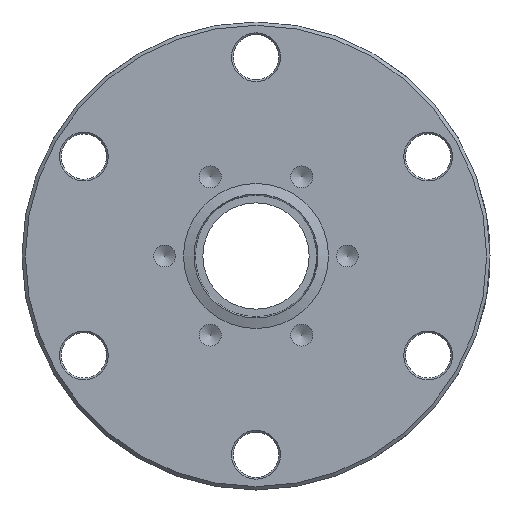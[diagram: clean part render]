
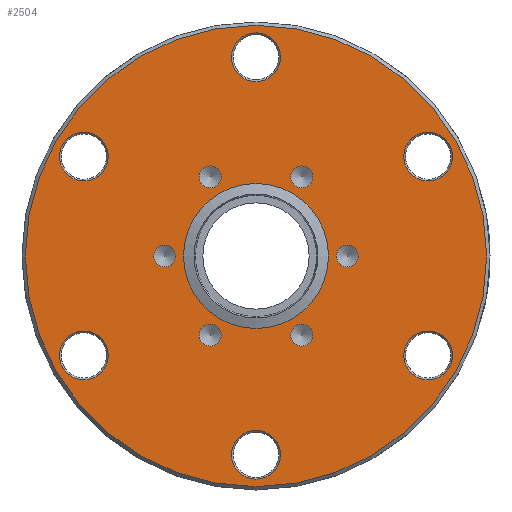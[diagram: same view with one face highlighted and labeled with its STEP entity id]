
A CAD part, front view. The second image highlights one B-rep face of the part: STEP entity #2504.
In plain terms, the highlighted planar face has unit normal (0, -1, 0).
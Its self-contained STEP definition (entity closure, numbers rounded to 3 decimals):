
#174=FACE_BOUND('',#431,.T.);
#175=FACE_BOUND('',#432,.T.);
#176=FACE_BOUND('',#433,.T.);
#177=FACE_BOUND('',#434,.T.);
#178=FACE_BOUND('',#435,.T.);
#179=FACE_BOUND('',#436,.T.);
#180=FACE_BOUND('',#437,.T.);
#181=FACE_BOUND('',#438,.T.);
#182=FACE_BOUND('',#439,.T.);
#183=FACE_BOUND('',#440,.T.);
#184=FACE_BOUND('',#441,.T.);
#185=FACE_BOUND('',#442,.T.);
#186=FACE_BOUND('',#443,.T.);
#202=PLANE('',#2692);
#289=FACE_OUTER_BOUND('',#430,.T.);
#430=EDGE_LOOP('',(#1743));
#431=EDGE_LOOP('',(#1744,#1745));
#432=EDGE_LOOP('',(#1746,#1747));
#433=EDGE_LOOP('',(#1748,#1749));
#434=EDGE_LOOP('',(#1750,#1751));
#435=EDGE_LOOP('',(#1752,#1753));
#436=EDGE_LOOP('',(#1754,#1755));
#437=EDGE_LOOP('',(#1756));
#438=EDGE_LOOP('',(#1757));
#439=EDGE_LOOP('',(#1758));
#440=EDGE_LOOP('',(#1759,#1760));
#441=EDGE_LOOP('',(#1761));
#442=EDGE_LOOP('',(#1762));
#443=EDGE_LOOP('',(#1763));
#892=CIRCLE('',#2656,1.621);
#893=CIRCLE('',#2657,1.621);
#896=CIRCLE('',#2662,1.621);
#897=CIRCLE('',#2663,1.621);
#900=CIRCLE('',#2668,1.621);
#901=CIRCLE('',#2669,1.621);
#904=CIRCLE('',#2674,1.621);
#905=CIRCLE('',#2675,1.621);
#908=CIRCLE('',#2680,1.621);
#909=CIRCLE('',#2681,1.621);
#912=CIRCLE('',#2686,1.621);
#913=CIRCLE('',#2687,1.621);
#914=CIRCLE('',#2689,34.05);
#917=CIRCLE('',#2693,3.6);
#918=CIRCLE('',#2694,3.6);
#919=CIRCLE('',#2695,3.6);
#920=CIRCLE('',#2696,10.7);
#921=CIRCLE('',#2697,10.7);
#922=CIRCLE('',#2698,3.6);
#923=CIRCLE('',#2699,3.6);
#924=CIRCLE('',#2700,3.6);
#1018=VERTEX_POINT('',#3565);
#1019=VERTEX_POINT('',#3566);
#1023=VERTEX_POINT('',#3578);
#1024=VERTEX_POINT('',#3579);
#1028=VERTEX_POINT('',#3591);
#1029=VERTEX_POINT('',#3592);
#1033=VERTEX_POINT('',#3604);
#1034=VERTEX_POINT('',#3605);
#1038=VERTEX_POINT('',#3617);
#1039=VERTEX_POINT('',#3618);
#1043=VERTEX_POINT('',#3630);
#1044=VERTEX_POINT('',#3631);
#1045=VERTEX_POINT('',#3636);
#1048=VERTEX_POINT('',#3644);
#1049=VERTEX_POINT('',#3646);
#1050=VERTEX_POINT('',#3648);
#1051=VERTEX_POINT('',#3650);
#1052=VERTEX_POINT('',#3651);
#1053=VERTEX_POINT('',#3654);
#1054=VERTEX_POINT('',#3656);
#1055=VERTEX_POINT('',#3658);
#1287=EDGE_CURVE('',#1018,#1019,#892,.T.);
#1288=EDGE_CURVE('',#1019,#1018,#893,.T.);
#1293=EDGE_CURVE('',#1023,#1024,#896,.T.);
#1294=EDGE_CURVE('',#1024,#1023,#897,.T.);
#1299=EDGE_CURVE('',#1028,#1029,#900,.T.);
#1300=EDGE_CURVE('',#1029,#1028,#901,.T.);
#1305=EDGE_CURVE('',#1033,#1034,#904,.T.);
#1306=EDGE_CURVE('',#1034,#1033,#905,.T.);
#1311=EDGE_CURVE('',#1038,#1039,#908,.T.);
#1312=EDGE_CURVE('',#1039,#1038,#909,.T.);
#1317=EDGE_CURVE('',#1043,#1044,#912,.T.);
#1318=EDGE_CURVE('',#1044,#1043,#913,.T.);
#1320=EDGE_CURVE('',#1045,#1045,#914,.T.);
#1324=EDGE_CURVE('',#1048,#1048,#917,.T.);
#1325=EDGE_CURVE('',#1049,#1049,#918,.T.);
#1326=EDGE_CURVE('',#1050,#1050,#919,.T.);
#1327=EDGE_CURVE('',#1051,#1052,#920,.T.);
#1328=EDGE_CURVE('',#1052,#1051,#921,.T.);
#1329=EDGE_CURVE('',#1053,#1053,#922,.T.);
#1330=EDGE_CURVE('',#1054,#1054,#923,.T.);
#1331=EDGE_CURVE('',#1055,#1055,#924,.T.);
#1743=ORIENTED_EDGE('',*,*,#1320,.F.);
#1744=ORIENTED_EDGE('',*,*,#1287,.T.);
#1745=ORIENTED_EDGE('',*,*,#1288,.T.);
#1746=ORIENTED_EDGE('',*,*,#1293,.T.);
#1747=ORIENTED_EDGE('',*,*,#1294,.T.);
#1748=ORIENTED_EDGE('',*,*,#1299,.T.);
#1749=ORIENTED_EDGE('',*,*,#1300,.T.);
#1750=ORIENTED_EDGE('',*,*,#1305,.T.);
#1751=ORIENTED_EDGE('',*,*,#1306,.T.);
#1752=ORIENTED_EDGE('',*,*,#1311,.T.);
#1753=ORIENTED_EDGE('',*,*,#1312,.T.);
#1754=ORIENTED_EDGE('',*,*,#1317,.T.);
#1755=ORIENTED_EDGE('',*,*,#1318,.T.);
#1756=ORIENTED_EDGE('',*,*,#1324,.F.);
#1757=ORIENTED_EDGE('',*,*,#1325,.F.);
#1758=ORIENTED_EDGE('',*,*,#1326,.F.);
#1759=ORIENTED_EDGE('',*,*,#1327,.F.);
#1760=ORIENTED_EDGE('',*,*,#1328,.F.);
#1761=ORIENTED_EDGE('',*,*,#1329,.F.);
#1762=ORIENTED_EDGE('',*,*,#1330,.F.);
#1763=ORIENTED_EDGE('',*,*,#1331,.F.);
#2504=ADVANCED_FACE('',(#289,#174,#175,#176,#177,#178,#179,#180,#181,#182,
#183,#184,#185,#186),#202,.T.);
#2656=AXIS2_PLACEMENT_3D('',#3567,#2913,#2914);
#2657=AXIS2_PLACEMENT_3D('',#3568,#2915,#2916);
#2662=AXIS2_PLACEMENT_3D('',#3580,#2927,#2928);
#2663=AXIS2_PLACEMENT_3D('',#3581,#2929,#2930);
#2668=AXIS2_PLACEMENT_3D('',#3593,#2941,#2942);
#2669=AXIS2_PLACEMENT_3D('',#3594,#2943,#2944);
#2674=AXIS2_PLACEMENT_3D('',#3606,#2955,#2956);
#2675=AXIS2_PLACEMENT_3D('',#3607,#2957,#2958);
#2680=AXIS2_PLACEMENT_3D('',#3619,#2969,#2970);
#2681=AXIS2_PLACEMENT_3D('',#3620,#2971,#2972);
#2686=AXIS2_PLACEMENT_3D('',#3632,#2983,#2984);
#2687=AXIS2_PLACEMENT_3D('',#3633,#2985,#2986);
#2689=AXIS2_PLACEMENT_3D('',#3637,#2990,#2991);
#2692=AXIS2_PLACEMENT_3D('',#3643,#2997,#2998);
#2693=AXIS2_PLACEMENT_3D('',#3645,#2999,#3000);
#2694=AXIS2_PLACEMENT_3D('',#3647,#3001,#3002);
#2695=AXIS2_PLACEMENT_3D('',#3649,#3003,#3004);
#2696=AXIS2_PLACEMENT_3D('',#3652,#3005,#3006);
#2697=AXIS2_PLACEMENT_3D('',#3653,#3007,#3008);
#2698=AXIS2_PLACEMENT_3D('',#3655,#3009,#3010);
#2699=AXIS2_PLACEMENT_3D('',#3657,#3011,#3012);
#2700=AXIS2_PLACEMENT_3D('',#3659,#3013,#3014);
#2913=DIRECTION('center_axis',(0.,1.,0.));
#2914=DIRECTION('ref_axis',(0.5,0.,-0.866));
#2915=DIRECTION('center_axis',(0.,1.,0.));
#2916=DIRECTION('ref_axis',(0.5,0.,-0.866));
#2927=DIRECTION('center_axis',(0.,1.,0.));
#2928=DIRECTION('ref_axis',(-0.5,0.,-0.866));
#2929=DIRECTION('center_axis',(0.,1.,0.));
#2930=DIRECTION('ref_axis',(-0.5,0.,-0.866));
#2941=DIRECTION('center_axis',(0.,1.,0.));
#2942=DIRECTION('ref_axis',(-1.,0.,0.));
#2943=DIRECTION('center_axis',(0.,1.,0.));
#2944=DIRECTION('ref_axis',(-1.,0.,0.));
#2955=DIRECTION('center_axis',(0.,1.,0.));
#2956=DIRECTION('ref_axis',(-0.5,0.,0.866));
#2957=DIRECTION('center_axis',(0.,1.,0.));
#2958=DIRECTION('ref_axis',(-0.5,0.,0.866));
#2969=DIRECTION('center_axis',(0.,1.,0.));
#2970=DIRECTION('ref_axis',(0.5,0.,0.866));
#2971=DIRECTION('center_axis',(0.,1.,0.));
#2972=DIRECTION('ref_axis',(0.5,0.,0.866));
#2983=DIRECTION('center_axis',(0.,1.,0.));
#2984=DIRECTION('ref_axis',(1.,0.,0.));
#2985=DIRECTION('center_axis',(0.,1.,0.));
#2986=DIRECTION('ref_axis',(1.,0.,0.));
#2990=DIRECTION('center_axis',(0.,1.,0.));
#2991=DIRECTION('ref_axis',(1.,0.,0.));
#2997=DIRECTION('center_axis',(0.,-1.,0.));
#2998=DIRECTION('ref_axis',(0.,0.,-1.));
#2999=DIRECTION('center_axis',(0.,-1.,0.));
#3000=DIRECTION('ref_axis',(0.5,0.,-0.866));
#3001=DIRECTION('center_axis',(0.,-1.,0.));
#3002=DIRECTION('ref_axis',(-1.,0.,0.));
#3003=DIRECTION('center_axis',(0.,-1.,0.));
#3004=DIRECTION('ref_axis',(0.5,0.,0.866));
#3005=DIRECTION('center_axis',(0.,-1.,0.));
#3006=DIRECTION('ref_axis',(1.,0.,0.));
#3007=DIRECTION('center_axis',(0.,-1.,0.));
#3008=DIRECTION('ref_axis',(1.,0.,0.));
#3009=DIRECTION('center_axis',(0.,-1.,0.));
#3010=DIRECTION('ref_axis',(1.,0.,0.));
#3011=DIRECTION('center_axis',(0.,-1.,0.));
#3012=DIRECTION('ref_axis',(-0.5,0.,0.866));
#3013=DIRECTION('center_axis',(0.,-1.,0.));
#3014=DIRECTION('ref_axis',(-0.5,0.,-0.866));
#3565=CARTESIAN_POINT('',(-5.939,0.,10.288));
#3566=CARTESIAN_POINT('',(-7.56,0.,13.095));
#3567=CARTESIAN_POINT('Origin',(-6.75,0.,11.691));
#3568=CARTESIAN_POINT('Origin',(-6.75,0.,11.691));
#3578=CARTESIAN_POINT('',(5.94,0.,10.288));
#3579=CARTESIAN_POINT('',(7.561,0.,13.095));
#3580=CARTESIAN_POINT('Origin',(6.75,0.,11.691));
#3581=CARTESIAN_POINT('Origin',(6.75,0.,11.691));
#3591=CARTESIAN_POINT('',(11.879,0.,0.));
#3592=CARTESIAN_POINT('',(15.121,0.,0.));
#3593=CARTESIAN_POINT('Origin',(13.5,0.,0.));
#3594=CARTESIAN_POINT('Origin',(13.5,0.,0.));
#3604=CARTESIAN_POINT('',(5.94,0.,-10.288));
#3605=CARTESIAN_POINT('',(7.561,0.,-13.095));
#3606=CARTESIAN_POINT('Origin',(6.75,0.,-11.691));
#3607=CARTESIAN_POINT('Origin',(6.75,0.,-11.691));
#3617=CARTESIAN_POINT('',(-5.94,0.,-10.288));
#3618=CARTESIAN_POINT('',(-7.561,0.,-13.095));
#3619=CARTESIAN_POINT('Origin',(-6.75,0.,-11.691));
#3620=CARTESIAN_POINT('Origin',(-6.75,0.,-11.691));
#3630=CARTESIAN_POINT('',(-11.879,0.,0.));
#3631=CARTESIAN_POINT('',(-15.121,0.,0.));
#3632=CARTESIAN_POINT('Origin',(-13.5,0.,0.));
#3633=CARTESIAN_POINT('Origin',(-13.5,0.,0.));
#3636=CARTESIAN_POINT('',(-34.05,0.,0.));
#3637=CARTESIAN_POINT('Origin',(0.,0.,0.));
#3643=CARTESIAN_POINT('Origin',(-10.7,0.,0.));
#3644=CARTESIAN_POINT('',(-27.218,0.,-11.557));
#3645=CARTESIAN_POINT('Origin',(-25.418,0.,
-14.675));
#3646=CARTESIAN_POINT('',(3.6,0.,29.35));
#3647=CARTESIAN_POINT('Origin',(0.,0.,
29.35));
#3648=CARTESIAN_POINT('',(23.618,0.,-17.793));
#3649=CARTESIAN_POINT('Origin',(25.418,0.,-14.675));
#3650=CARTESIAN_POINT('',(-10.7,0.,0.));
#3651=CARTESIAN_POINT('',(10.7,0.,0.));
#3652=CARTESIAN_POINT('Origin',(0.,0.,0.));
#3653=CARTESIAN_POINT('Origin',(0.,0.,0.));
#3654=CARTESIAN_POINT('',(-3.6,0.,-29.35));
#3655=CARTESIAN_POINT('Origin',(0.,0.,-29.35));
#3656=CARTESIAN_POINT('',(27.218,0.,11.557));
#3657=CARTESIAN_POINT('Origin',(25.418,0.,14.675));
#3658=CARTESIAN_POINT('',(-23.618,0.,17.793));
#3659=CARTESIAN_POINT('Origin',(-25.418,0.,
14.675));
